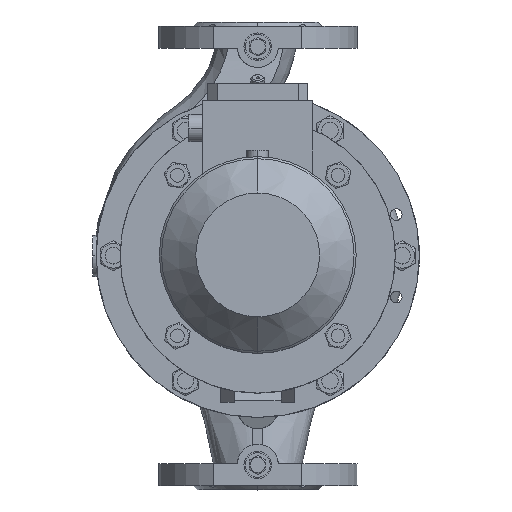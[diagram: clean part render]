
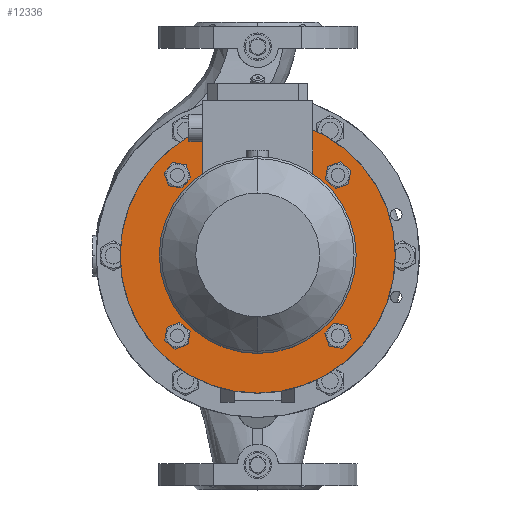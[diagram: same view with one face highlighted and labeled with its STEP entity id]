
A CAD part, top view. The second image highlights one B-rep face of the part: STEP entity #12336.
In plain terms, the highlighted planar face has unit normal (0, 0, 1).
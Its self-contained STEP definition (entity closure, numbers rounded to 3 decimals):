
#689 = VERTEX_POINT ( 'NONE', #5628 ) ;
#943 = DIRECTION ( 'NONE',  ( 0., 0., 1. ) ) ;
#1141 = CARTESIAN_POINT ( 'NONE',  ( -66.289, 59.739, 169. ) ) ;
#1465 = VERTEX_POINT ( 'NONE', #24722 ) ;
#1663 = EDGE_CURVE ( 'NONE', #1465, #19922, #2495, .T. ) ;
#1697 = ORIENTED_EDGE ( 'NONE', *, *, #23182, .F. ) ;
#1726 = DIRECTION ( 'NONE',  ( 0., 0., 1. ) ) ;
#1729 = DIRECTION ( 'NONE',  ( 0., 1., 0. ) ) ;
#1835 = CARTESIAN_POINT ( 'NONE',  ( -59.739, -66.289, 169. ) ) ;
#2456 = VERTEX_POINT ( 'NONE', #22265 ) ;
#2495 = CIRCLE ( 'NONE', #5521, 8.075 ) ;
#2544 = VERTEX_POINT ( 'NONE', #1141 ) ;
#2697 = CARTESIAN_POINT ( 'NONE',  ( -58.336, 58.336, 169. ) ) ;
#2877 = DIRECTION ( 'NONE',  ( 0., 1., 0. ) ) ;
#3167 = DIRECTION ( 'NONE',  ( 0., -1., 0. ) ) ;
#3220 = CARTESIAN_POINT ( 'NONE',  ( -50.384, 56.934, 169. ) ) ;
#3374 = EDGE_CURVE ( 'NONE', #16602, #2544, #16188, .T. ) ;
#3946 = EDGE_CURVE ( 'NONE', #24554, #689, #22546, .T. ) ;
#4132 = FACE_OUTER_BOUND ( 'NONE', #21247, .T. ) ;
#4572 = ORIENTED_EDGE ( 'NONE', *, *, #18204, .T. ) ;
#4778 = DIRECTION ( 'NONE',  ( 0., 1., 0. ) ) ;
#5081 = DIRECTION ( 'NONE',  ( 0., 0., 1. ) ) ;
#5138 = CIRCLE ( 'NONE', #29780, 8.075 ) ;
#5521 = AXIS2_PLACEMENT_3D ( 'NONE', #15155, #1726, #15043 ) ;
#5585 = CARTESIAN_POINT ( 'NONE',  ( 59.739, 66.289, 169. ) ) ;
#5628 = CARTESIAN_POINT ( 'NONE',  ( 0., -100., 169. ) ) ;
#5953 = CARTESIAN_POINT ( 'NONE',  ( 58.336, 58.336, 169. ) ) ;
#6147 = CIRCLE ( 'NONE', #20673, 8.075 ) ;
#6954 = DIRECTION ( 'NONE',  ( 0., 0., -1. ) ) ;
#7394 = CARTESIAN_POINT ( 'NONE',  ( 58.336, 58.336, 169. ) ) ;
#7543 = AXIS2_PLACEMENT_3D ( 'NONE', #16666, #19352, #4778 ) ;
#7672 = EDGE_CURVE ( 'NONE', #19922, #1465, #30754, .T. ) ;
#7962 = VERTEX_POINT ( 'NONE', #1835 ) ;
#8588 = DIRECTION ( 'NONE',  ( 0., 0., 1. ) ) ;
#9033 = DIRECTION ( 'NONE',  ( 0., -1., 0. ) ) ;
#9406 = AXIS2_PLACEMENT_3D ( 'NONE', #34657, #21294, #32220 ) ;
#10237 = ORIENTED_EDGE ( 'NONE', *, *, #1663, .F. ) ;
#10913 = CIRCLE ( 'NONE', #9406, 8.075 ) ;
#11228 = FACE_BOUND ( 'NONE', #22394, .T. ) ;
#12001 = CARTESIAN_POINT ( 'NONE',  ( 66.289, -59.739, 169. ) ) ;
#12336 = ADVANCED_FACE ( 'NONE', ( #23997, #14310, #25937, #17547, #11228, #4132 ), #13952, .T. ) ;
#13158 = ORIENTED_EDGE ( 'NONE', *, *, #14903, .F. ) ;
#13648 = ORIENTED_EDGE ( 'NONE', *, *, #24497, .T. ) ;
#13907 = ORIENTED_EDGE ( 'NONE', *, *, #3946, .F. ) ;
#13952 = PLANE ( 'NONE',  #17926 ) ;
#14185 = EDGE_CURVE ( 'NONE', #2544, #16602, #15381, .T. ) ;
#14270 = DIRECTION ( 'NONE',  ( 0., -1., 0. ) ) ;
#14310 = FACE_BOUND ( 'NONE', #26461, .T. ) ;
#14337 = CIRCLE ( 'NONE', #20335, 70. ) ;
#14903 = EDGE_CURVE ( 'NONE', #2456, #7962, #6147, .T. ) ;
#14931 = CARTESIAN_POINT ( 'NONE',  ( 0., 0., 169. ) ) ;
#15043 = DIRECTION ( 'NONE',  ( 0., -1., 0. ) ) ;
#15155 = CARTESIAN_POINT ( 'NONE',  ( 58.336, -58.336, 169. ) ) ;
#15381 = CIRCLE ( 'NONE', #28737, 8.075 ) ;
#16188 = CIRCLE ( 'NONE', #28418, 8.075 ) ;
#16332 = AXIS2_PLACEMENT_3D ( 'NONE', #32345, #21771, #2877 ) ;
#16542 = EDGE_LOOP ( 'NONE', ( #27250, #31703 ) ) ;
#16602 = VERTEX_POINT ( 'NONE', #3220 ) ;
#16654 = DIRECTION ( 'NONE',  ( 0., -1., 0. ) ) ;
#16664 = VERTEX_POINT ( 'NONE', #27746 ) ;
#16666 = CARTESIAN_POINT ( 'NONE',  ( 0., 0., 169. ) ) ;
#16902 = CARTESIAN_POINT ( 'NONE',  ( 58.336, -58.336, 169. ) ) ;
#16969 = AXIS2_PLACEMENT_3D ( 'NONE', #7394, #5081, #29161 ) ;
#17209 = CARTESIAN_POINT ( 'NONE',  ( 0., 70., 169. ) ) ;
#17547 = FACE_BOUND ( 'NONE', #16542, .T. ) ;
#17926 = AXIS2_PLACEMENT_3D ( 'NONE', #27265, #24675, #9033 ) ;
#18204 = EDGE_CURVE ( 'NONE', #16664, #30106, #23556, .T. ) ;
#18474 = DIRECTION ( 'NONE',  ( 0., 0., -1. ) ) ;
#19121 = EDGE_CURVE ( 'NONE', #23519, #25133, #5138, .T. ) ;
#19160 = CARTESIAN_POINT ( 'NONE',  ( -58.336, 58.336, 169. ) ) ;
#19352 = DIRECTION ( 'NONE',  ( 0., 0., -1. ) ) ;
#19864 = AXIS2_PLACEMENT_3D ( 'NONE', #14931, #6954, #1729 ) ;
#19922 = VERTEX_POINT ( 'NONE', #12001 ) ;
#20335 = AXIS2_PLACEMENT_3D ( 'NONE', #20918, #18474, #23723 ) ;
#20673 = AXIS2_PLACEMENT_3D ( 'NONE', #21767, #22004, #29984 ) ;
#20918 = CARTESIAN_POINT ( 'NONE',  ( 0., 0., 169. ) ) ;
#21132 = DIRECTION ( 'NONE',  ( 0., 0., 1. ) ) ;
#21247 = EDGE_LOOP ( 'NONE', ( #13907, #1697 ) ) ;
#21294 = DIRECTION ( 'NONE',  ( 0., 0., 1. ) ) ;
#21472 = DIRECTION ( 'NONE',  ( 0., -1., 0. ) ) ;
#21767 = CARTESIAN_POINT ( 'NONE',  ( -58.336, -58.336, 169. ) ) ;
#21771 = DIRECTION ( 'NONE',  ( 0., 0., -1. ) ) ;
#21921 = ORIENTED_EDGE ( 'NONE', *, *, #19121, .F. ) ;
#22004 = DIRECTION ( 'NONE',  ( 0., 0., 1. ) ) ;
#22265 = CARTESIAN_POINT ( 'NONE',  ( -56.934, -50.384, 169. ) ) ;
#22394 = EDGE_LOOP ( 'NONE', ( #13648, #4572 ) ) ;
#22546 = CIRCLE ( 'NONE', #16332, 100. ) ;
#23182 = EDGE_CURVE ( 'NONE', #689, #24554, #27361, .T. ) ;
#23519 = VERTEX_POINT ( 'NONE', #5585 ) ;
#23556 = CIRCLE ( 'NONE', #19864, 70. ) ;
#23723 = DIRECTION ( 'NONE',  ( 0., 1., 0. ) ) ;
#23997 = FACE_BOUND ( 'NONE', #24348, .T. ) ;
#24021 = EDGE_LOOP ( 'NONE', ( #10237, #30601 ) ) ;
#24348 = EDGE_LOOP ( 'NONE', ( #31176, #21921 ) ) ;
#24497 = EDGE_CURVE ( 'NONE', #30106, #16664, #14337, .T. ) ;
#24554 = VERTEX_POINT ( 'NONE', #32066 ) ;
#24675 = DIRECTION ( 'NONE',  ( 0., 0., 1. ) ) ;
#24722 = CARTESIAN_POINT ( 'NONE',  ( 50.384, -56.934, 169. ) ) ;
#25133 = VERTEX_POINT ( 'NONE', #25810 ) ;
#25810 = CARTESIAN_POINT ( 'NONE',  ( 56.934, 50.384, 169. ) ) ;
#25907 = EDGE_CURVE ( 'NONE', #7962, #2456, #10913, .T. ) ;
#25937 = FACE_BOUND ( 'NONE', #24021, .T. ) ;
#26461 = EDGE_LOOP ( 'NONE', ( #13158, #29449 ) ) ;
#27244 = DIRECTION ( 'NONE',  ( 0., 0., 1. ) ) ;
#27250 = ORIENTED_EDGE ( 'NONE', *, *, #3374, .F. ) ;
#27265 = CARTESIAN_POINT ( 'NONE',  ( 0., 100., 169. ) ) ;
#27361 = CIRCLE ( 'NONE', #7543, 100. ) ;
#27746 = CARTESIAN_POINT ( 'NONE',  ( 0., -70., 169. ) ) ;
#28418 = AXIS2_PLACEMENT_3D ( 'NONE', #2697, #21132, #21472 ) ;
#28737 = AXIS2_PLACEMENT_3D ( 'NONE', #19160, #27244, #3167 ) ;
#29066 = AXIS2_PLACEMENT_3D ( 'NONE', #16902, #8588, #16654 ) ;
#29161 = DIRECTION ( 'NONE',  ( 0., -1., 0. ) ) ;
#29449 = ORIENTED_EDGE ( 'NONE', *, *, #25907, .F. ) ;
#29780 = AXIS2_PLACEMENT_3D ( 'NONE', #5953, #943, #14270 ) ;
#29984 = DIRECTION ( 'NONE',  ( 0., -1., 0. ) ) ;
#30106 = VERTEX_POINT ( 'NONE', #17209 ) ;
#30601 = ORIENTED_EDGE ( 'NONE', *, *, #7672, .F. ) ;
#30754 = CIRCLE ( 'NONE', #29066, 8.075 ) ;
#31176 = ORIENTED_EDGE ( 'NONE', *, *, #33708, .F. ) ;
#31703 = ORIENTED_EDGE ( 'NONE', *, *, #14185, .F. ) ;
#32066 = CARTESIAN_POINT ( 'NONE',  ( 0., 100., 169. ) ) ;
#32220 = DIRECTION ( 'NONE',  ( 0., -1., 0. ) ) ;
#32345 = CARTESIAN_POINT ( 'NONE',  ( 0., 0., 169. ) ) ;
#33482 = CIRCLE ( 'NONE', #16969, 8.075 ) ;
#33708 = EDGE_CURVE ( 'NONE', #25133, #23519, #33482, .T. ) ;
#34657 = CARTESIAN_POINT ( 'NONE',  ( -58.336, -58.336, 169. ) ) ;
